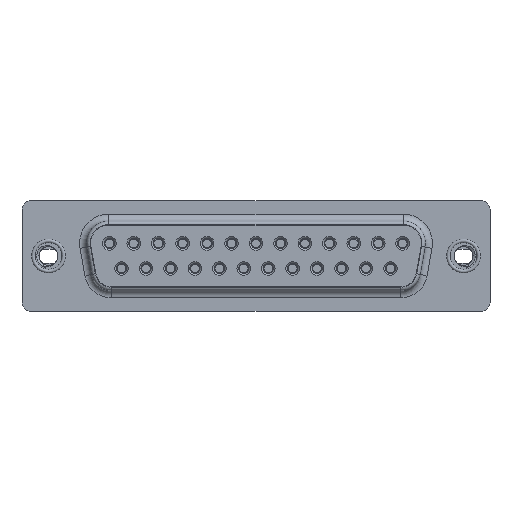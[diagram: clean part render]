
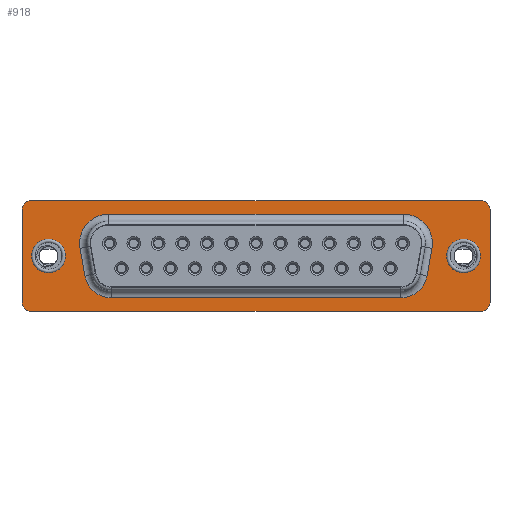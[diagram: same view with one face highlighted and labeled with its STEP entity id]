
A CAD part, top view. The second image highlights one B-rep face of the part: STEP entity #918.
In plain terms, the highlighted planar face has unit normal (0, 0, 1).
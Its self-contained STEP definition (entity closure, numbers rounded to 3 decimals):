
#918=ADVANCED_FACE('',(#1981,#1681,#1682,#1683),#1189,.T.);
#1189=PLANE('',#7813);
#1681=FACE_BOUND('',#2822,.T.);
#1682=FACE_BOUND('',#2823,.T.);
#1683=FACE_BOUND('',#2824,.T.);
#1981=FACE_OUTER_BOUND('',#2821,.T.);
#2821=EDGE_LOOP('',(#4645,#4646,#4647,#4648,#4649,#4650,#4651,#4652));
#2822=EDGE_LOOP('',(#4653));
#2823=EDGE_LOOP('',(#4654,#4655,#4656,#4657,#4658,#4659,#4660,#4661));
#2824=EDGE_LOOP('',(#4662));
#3105=LINE('',#15891,#3389);
#3106=LINE('',#15896,#3390);
#3107=LINE('',#15900,#3391);
#3108=LINE('',#15904,#3392);
#3109=LINE('',#15912,#3393);
#3110=LINE('',#15916,#3394);
#3111=LINE('',#15920,#3395);
#3112=LINE('',#15924,#3396);
#3389=VECTOR('',#9761,1.);
#3390=VECTOR('',#9764,1.);
#3391=VECTOR('',#9767,1.);
#3392=VECTOR('',#9770,1.);
#3393=VECTOR('',#9777,1.);
#3394=VECTOR('',#9780,1.);
#3395=VECTOR('',#9783,1.);
#3396=VECTOR('',#9786,1.);
#4645=ORIENTED_EDGE('',*,*,#6289,.T.);
#4646=ORIENTED_EDGE('',*,*,#6290,.T.);
#4647=ORIENTED_EDGE('',*,*,#6291,.T.);
#4648=ORIENTED_EDGE('',*,*,#6292,.T.);
#4649=ORIENTED_EDGE('',*,*,#6293,.T.);
#4650=ORIENTED_EDGE('',*,*,#6294,.T.);
#4651=ORIENTED_EDGE('',*,*,#6295,.F.);
#4652=ORIENTED_EDGE('',*,*,#6296,.T.);
#4653=ORIENTED_EDGE('',*,*,#6297,.T.);
#4654=ORIENTED_EDGE('',*,*,#6298,.T.);
#4655=ORIENTED_EDGE('',*,*,#6299,.T.);
#4656=ORIENTED_EDGE('',*,*,#6300,.T.);
#4657=ORIENTED_EDGE('',*,*,#6301,.T.);
#4658=ORIENTED_EDGE('',*,*,#6302,.T.);
#4659=ORIENTED_EDGE('',*,*,#6303,.T.);
#4660=ORIENTED_EDGE('',*,*,#6304,.T.);
#4661=ORIENTED_EDGE('',*,*,#6305,.T.);
#4662=ORIENTED_EDGE('',*,*,#6306,.T.);
#5585=VERTEX_POINT('',#15892);
#5586=VERTEX_POINT('',#15893);
#5587=VERTEX_POINT('',#15895);
#5588=VERTEX_POINT('',#15897);
#5589=VERTEX_POINT('',#15899);
#5590=VERTEX_POINT('',#15901);
#5591=VERTEX_POINT('',#15903);
#5592=VERTEX_POINT('',#15905);
#5593=VERTEX_POINT('',#15908);
#5594=VERTEX_POINT('',#15910);
#5595=VERTEX_POINT('',#15911);
#5596=VERTEX_POINT('',#15913);
#5597=VERTEX_POINT('',#15915);
#5598=VERTEX_POINT('',#15917);
#5599=VERTEX_POINT('',#15919);
#5600=VERTEX_POINT('',#15921);
#5601=VERTEX_POINT('',#15923);
#5602=VERTEX_POINT('',#15926);
#6289=EDGE_CURVE('',#5585,#5586,#3105,.T.);
#6290=EDGE_CURVE('',#5586,#5587,#6901,.T.);
#6291=EDGE_CURVE('',#5587,#5588,#3106,.T.);
#6292=EDGE_CURVE('',#5588,#5589,#6902,.T.);
#6293=EDGE_CURVE('',#5589,#5590,#3107,.T.);
#6294=EDGE_CURVE('',#5590,#5591,#6903,.T.);
#6295=EDGE_CURVE('',#5592,#5591,#3108,.T.);
#6296=EDGE_CURVE('',#5592,#5585,#6904,.T.);
#6297=EDGE_CURVE('',#5593,#5593,#6905,.T.);
#6298=EDGE_CURVE('',#5594,#5595,#6906,.T.);
#6299=EDGE_CURVE('',#5595,#5596,#3109,.T.);
#6300=EDGE_CURVE('',#5596,#5597,#6907,.T.);
#6301=EDGE_CURVE('',#5597,#5598,#3110,.T.);
#6302=EDGE_CURVE('',#5598,#5599,#6908,.T.);
#6303=EDGE_CURVE('',#5599,#5600,#3111,.T.);
#6304=EDGE_CURVE('',#5600,#5601,#6909,.T.);
#6305=EDGE_CURVE('',#5601,#5594,#3112,.T.);
#6306=EDGE_CURVE('',#5602,#5602,#6910,.T.);
#6901=CIRCLE('',#7803,1.);
#6902=CIRCLE('',#7804,1.);
#6903=CIRCLE('',#7805,1.);
#6904=CIRCLE('',#7806,1.);
#6905=CIRCLE('',#7807,1.725);
#6906=CIRCLE('',#7808,3.05);
#6907=CIRCLE('',#7809,3.05);
#6908=CIRCLE('',#7810,3.3);
#6909=CIRCLE('',#7811,3.3);
#6910=CIRCLE('',#7812,1.725);
#7803=AXIS2_PLACEMENT_3D('',#15894,#9762,#9763);
#7804=AXIS2_PLACEMENT_3D('',#15898,#9765,#9766);
#7805=AXIS2_PLACEMENT_3D('',#15902,#9768,#9769);
#7806=AXIS2_PLACEMENT_3D('',#15906,#9771,#9772);
#7807=AXIS2_PLACEMENT_3D('',#15907,#9773,#9774);
#7808=AXIS2_PLACEMENT_3D('',#15909,#9775,#9776);
#7809=AXIS2_PLACEMENT_3D('',#15914,#9778,#9779);
#7810=AXIS2_PLACEMENT_3D('',#15918,#9781,#9782);
#7811=AXIS2_PLACEMENT_3D('',#15922,#9784,#9785);
#7812=AXIS2_PLACEMENT_3D('',#15925,#9787,#9788);
#7813=AXIS2_PLACEMENT_3D('',#15927,#9789,#9790);
#9761=DIRECTION('',(1.,0.,0.));
#9762=DIRECTION('',(0.,0.,1.));
#9763=DIRECTION('',(1.,0.,0.));
#9764=DIRECTION('',(0.,1.,0.));
#9765=DIRECTION('',(0.,0.,1.));
#9766=DIRECTION('',(1.,0.,0.));
#9767=DIRECTION('',(-1.,0.,0.));
#9768=DIRECTION('',(0.,0.,1.));
#9769=DIRECTION('',(1.,0.,0.));
#9770=DIRECTION('',(0.,1.,0.));
#9771=DIRECTION('',(0.,0.,1.));
#9772=DIRECTION('',(1.,0.,0.));
#9773=DIRECTION('',(0.,0.,-1.));
#9774=DIRECTION('',(1.,0.,0.));
#9775=DIRECTION('',(0.,0.,-1.));
#9776=DIRECTION('',(1.,0.,0.));
#9777=DIRECTION('',(-1.,0.,0.));
#9778=DIRECTION('',(0.,0.,-1.));
#9779=DIRECTION('',(1.,0.,0.));
#9780=DIRECTION('',(-0.174,0.985,0.));
#9781=DIRECTION('',(0.,0.,-1.));
#9782=DIRECTION('',(1.,0.,0.));
#9783=DIRECTION('',(1.,0.,0.));
#9784=DIRECTION('',(0.,0.,-1.));
#9785=DIRECTION('',(1.,0.,0.));
#9786=DIRECTION('',(-0.174,-0.985,0.));
#9787=DIRECTION('',(0.,0.,-1.));
#9788=DIRECTION('',(1.,0.,0.));
#9789=DIRECTION('',(0.,0.,1.));
#9790=DIRECTION('',(1.,0.,0.));
#15891=CARTESIAN_POINT('',(26.468,-6.275,0.));
#15892=CARTESIAN_POINT('',(-25.52,-6.275,0.));
#15893=CARTESIAN_POINT('',(25.52,-6.275,0.));
#15894=CARTESIAN_POINT('',(25.52,-5.275,0.));
#15895=CARTESIAN_POINT('',(26.52,-5.275,0.));
#15896=CARTESIAN_POINT('',(26.52,-6.3,0.));
#15897=CARTESIAN_POINT('',(26.52,5.275,0.));
#15898=CARTESIAN_POINT('',(25.52,5.275,0.));
#15899=CARTESIAN_POINT('',(25.52,6.275,0.));
#15900=CARTESIAN_POINT('',(-4.342,6.275,0.));
#15901=CARTESIAN_POINT('',(-25.52,6.275,0.));
#15902=CARTESIAN_POINT('',(-25.52,5.275,0.));
#15903=CARTESIAN_POINT('',(-26.52,5.275,0.));
#15904=CARTESIAN_POINT('',(-26.52,-6.3,0.));
#15905=CARTESIAN_POINT('',(-26.52,-5.275,0.));
#15906=CARTESIAN_POINT('',(-25.52,-5.275,0.));
#15907=CARTESIAN_POINT('',(23.52,0.,0.));
#15908=CARTESIAN_POINT('',(25.245,0.,0.));
#15909=CARTESIAN_POINT('',(16.388,-1.7,0.));
#15910=CARTESIAN_POINT('',(19.392,-2.23,0.));
#15911=CARTESIAN_POINT('',(16.388,-4.75,0.));
#15912=CARTESIAN_POINT('',(26.468,-4.75,0.));
#15913=CARTESIAN_POINT('',(-16.388,-4.75,0.));
#15914=CARTESIAN_POINT('',(-16.388,-1.7,0.));
#15915=CARTESIAN_POINT('',(-19.392,-2.23,0.));
#15916=CARTESIAN_POINT('',(-17.313,-14.02,0.));
#15917=CARTESIAN_POINT('',(-19.94,0.877,0.));
#15918=CARTESIAN_POINT('',(-16.69,1.45,0.));
#15919=CARTESIAN_POINT('',(-16.69,4.75,0.));
#15920=CARTESIAN_POINT('',(26.468,4.75,0.));
#15921=CARTESIAN_POINT('',(16.69,4.75,0.));
#15922=CARTESIAN_POINT('',(16.69,1.45,0.));
#15923=CARTESIAN_POINT('',(19.94,0.877,0.));
#15924=CARTESIAN_POINT('',(18.907,-4.98,0.));
#15925=CARTESIAN_POINT('',(-23.52,0.,0.));
#15926=CARTESIAN_POINT('',(-21.795,0.,0.));
#15927=CARTESIAN_POINT('',(26.468,-6.3,0.));
